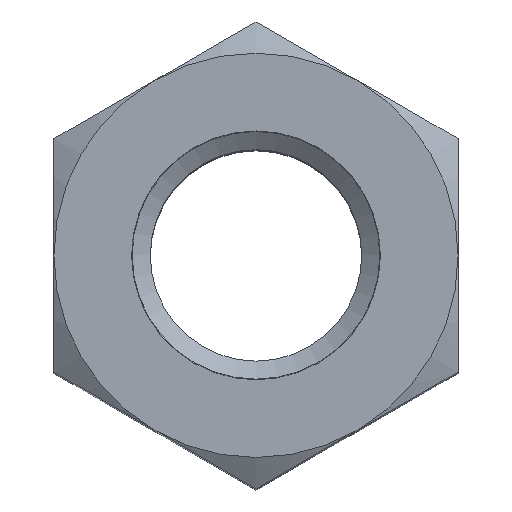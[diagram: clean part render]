
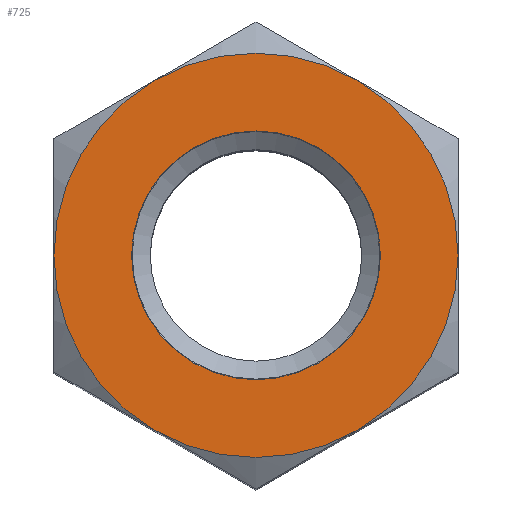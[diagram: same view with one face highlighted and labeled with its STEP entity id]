
A CAD part, top view. The second image highlights one B-rep face of the part: STEP entity #725.
In plain terms, the highlighted planar face has unit normal (0, 0, 1).
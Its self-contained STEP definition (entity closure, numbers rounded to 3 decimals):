
#20 = DIRECTION ( 'NONE',  ( 1., 0., 0. ) ) ;
#28 = DIRECTION ( 'NONE',  ( 0., 0., 1. ) ) ;
#38 = DIRECTION ( 'NONE',  ( 1., 0., 0. ) ) ;
#39 = PLANE ( 'NONE',  #278 ) ;
#41 = DIRECTION ( 'NONE',  ( 0., 0., 1. ) ) ;
#55 = ORIENTED_EDGE ( 'NONE', *, *, #1491, .T. ) ;
#57 = CARTESIAN_POINT ( 'NONE',  ( 0., 0., 0. ) ) ;
#71 = ORIENTED_EDGE ( 'NONE', *, *, #819, .T. ) ;
#75 = CARTESIAN_POINT ( 'NONE',  ( -13., 0., 0. ) ) ;
#91 = EDGE_CURVE ( 'NONE', #335, #335, #242, .T. ) ;
#125 = EDGE_CURVE ( 'NONE', #1757, #271, #163, .T. ) ;
#141 = EDGE_LOOP ( 'NONE', ( #790 ) ) ;
#163 = CIRCLE ( 'NONE', #1679, 6.5 ) ;
#168 = AXIS2_PLACEMENT_3D ( 'NONE', #1177, #1170, #1151 ) ;
#178 = CARTESIAN_POINT ( 'NONE',  ( -6.5, 0., 0. ) ) ;
#222 = CARTESIAN_POINT ( 'NONE',  ( -3.25, 5.629, 0. ) ) ;
#242 = CIRCLE ( 'NONE', #168, 4. ) ;
#248 = CARTESIAN_POINT ( 'NONE',  ( 3.25, 5.629, 0. ) ) ;
#271 = VERTEX_POINT ( 'NONE', #178 ) ;
#278 = AXIS2_PLACEMENT_3D ( 'NONE', #75, #28, #20 ) ;
#294 = AXIS2_PLACEMENT_3D ( 'NONE', #744, #573, #564 ) ;
#307 = CARTESIAN_POINT ( 'NONE',  ( 3.25, -5.629, 0. ) ) ;
#335 = VERTEX_POINT ( 'NONE', #1790 ) ;
#339 = AXIS2_PLACEMENT_3D ( 'NONE', #453, #444, #423 ) ;
#382 = VERTEX_POINT ( 'NONE', #248 ) ;
#423 = DIRECTION ( 'NONE',  ( 1., 0., 0. ) ) ;
#444 = DIRECTION ( 'NONE',  ( 0., 0., 1. ) ) ;
#453 = CARTESIAN_POINT ( 'NONE',  ( 0., 0., 0. ) ) ;
#466 = CIRCLE ( 'NONE', #986, 6.5 ) ;
#474 = DIRECTION ( 'NONE',  ( 1., 0., 0. ) ) ;
#483 = DIRECTION ( 'NONE',  ( 0., 0., 1. ) ) ;
#490 = FACE_OUTER_BOUND ( 'NONE', #1445, .T. ) ;
#493 = CARTESIAN_POINT ( 'NONE',  ( 0., 0., 0. ) ) ;
#564 = DIRECTION ( 'NONE',  ( 1., 0., 0. ) ) ;
#573 = DIRECTION ( 'NONE',  ( 0., 0., 1. ) ) ;
#583 = ORIENTED_EDGE ( 'NONE', *, *, #125, .T. ) ;
#636 = FACE_BOUND ( 'NONE', #141, .T. ) ;
#656 = EDGE_CURVE ( 'NONE', #1246, #1794, #901, .T. ) ;
#725 = ADVANCED_FACE ( 'NONE', ( #490, #636 ), #39, .T. ) ;
#744 = CARTESIAN_POINT ( 'NONE',  ( 0., 0., 0. ) ) ;
#782 = DIRECTION ( 'NONE',  ( 1., 0., 0. ) ) ;
#790 = ORIENTED_EDGE ( 'NONE', *, *, #91, .F. ) ;
#807 = DIRECTION ( 'NONE',  ( 0., 0., 1. ) ) ;
#819 = EDGE_CURVE ( 'NONE', #271, #1246, #1551, .T. ) ;
#839 = CARTESIAN_POINT ( 'NONE',  ( 0., 0., 0. ) ) ;
#901 = CIRCLE ( 'NONE', #339, 6.5 ) ;
#913 = DIRECTION ( 'NONE',  ( 1., 0., 0. ) ) ;
#920 = DIRECTION ( 'NONE',  ( 0., 0., 1. ) ) ;
#924 = CARTESIAN_POINT ( 'NONE',  ( 0., 0., 0. ) ) ;
#943 = VERTEX_POINT ( 'NONE', #1550 ) ;
#951 = CIRCLE ( 'NONE', #1297, 6.5 ) ;
#986 = AXIS2_PLACEMENT_3D ( 'NONE', #493, #483, #474 ) ;
#1011 = CIRCLE ( 'NONE', #1670, 6.5 ) ;
#1151 = DIRECTION ( 'NONE',  ( 1., 0., 0. ) ) ;
#1170 = DIRECTION ( 'NONE',  ( 0., 0., 1. ) ) ;
#1177 = CARTESIAN_POINT ( 'NONE',  ( 0., 0., 0. ) ) ;
#1246 = VERTEX_POINT ( 'NONE', #1274 ) ;
#1274 = CARTESIAN_POINT ( 'NONE',  ( -3.25, -5.629, 0. ) ) ;
#1297 = AXIS2_PLACEMENT_3D ( 'NONE', #57, #41, #38 ) ;
#1445 = EDGE_LOOP ( 'NONE', ( #1871, #55, #1539, #583, #71, #1888 ) ) ;
#1491 = EDGE_CURVE ( 'NONE', #943, #382, #1011, .T. ) ;
#1539 = ORIENTED_EDGE ( 'NONE', *, *, #1809, .T. ) ;
#1550 = CARTESIAN_POINT ( 'NONE',  ( 6.5, 0., 0. ) ) ;
#1551 = CIRCLE ( 'NONE', #294, 6.5 ) ;
#1663 = EDGE_CURVE ( 'NONE', #1794, #943, #466, .T. ) ;
#1670 = AXIS2_PLACEMENT_3D ( 'NONE', #839, #807, #782 ) ;
#1679 = AXIS2_PLACEMENT_3D ( 'NONE', #924, #920, #913 ) ;
#1757 = VERTEX_POINT ( 'NONE', #222 ) ;
#1790 = CARTESIAN_POINT ( 'NONE',  ( 4., 0., 0. ) ) ;
#1794 = VERTEX_POINT ( 'NONE', #307 ) ;
#1809 = EDGE_CURVE ( 'NONE', #382, #1757, #951, .T. ) ;
#1871 = ORIENTED_EDGE ( 'NONE', *, *, #1663, .T. ) ;
#1888 = ORIENTED_EDGE ( 'NONE', *, *, #656, .T. ) ;
